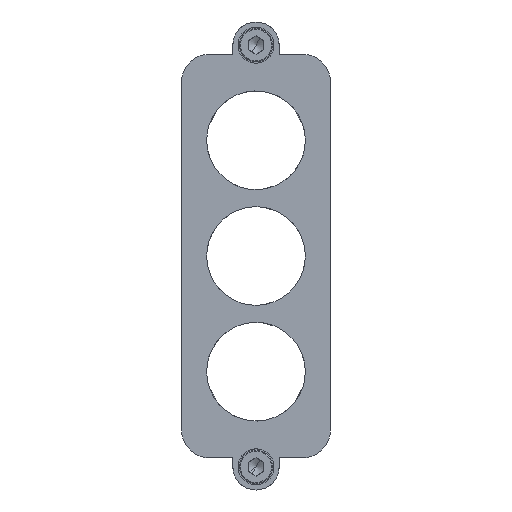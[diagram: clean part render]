
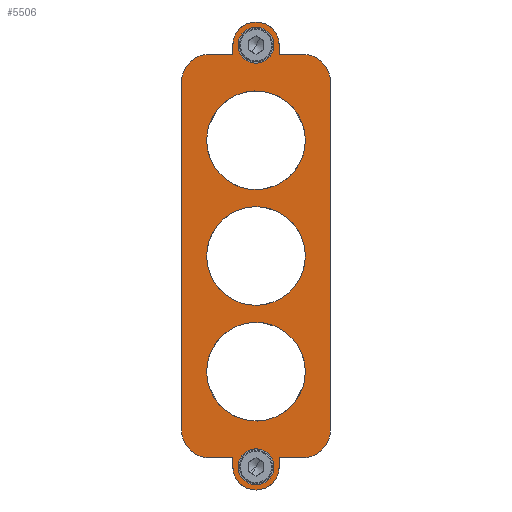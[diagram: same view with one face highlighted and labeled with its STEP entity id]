
A CAD part, top view. The second image highlights one B-rep face of the part: STEP entity #5506.
In plain terms, the highlighted planar face has unit normal (0, 0, 1).
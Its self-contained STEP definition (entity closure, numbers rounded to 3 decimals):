
#68=AXIS2_PLACEMENT_3D('Circle Axis2P3D',#66,#67,$) ;
#3238=AXIS2_PLACEMENT_3D('Circle Axis2P3D',#3236,#3237,$) ;
#3286=AXIS2_PLACEMENT_3D('Circle Axis2P3D',#3284,#3285,$) ;
#3360=AXIS2_PLACEMENT_3D('Circle Axis2P3D',#3358,#3359,$) ;
#3408=AXIS2_PLACEMENT_3D('Circle Axis2P3D',#3406,#3407,$) ;
#3528=AXIS2_PLACEMENT_3D('Circle Axis2P3D',#3526,#3527,$) ;
#3563=AXIS2_PLACEMENT_3D('Circle Axis2P3D',#3561,#3562,$) ;
#3598=AXIS2_PLACEMENT_3D('Circle Axis2P3D',#3596,#3597,$) ;
#3620=AXIS2_PLACEMENT_3D('Circle Axis2P3D',#3618,#3619,$) ;
#3655=AXIS2_PLACEMENT_3D('Circle Axis2P3D',#3653,#3654,$) ;
#4268=AXIS2_PLACEMENT_3D('Circle Axis2P3D',#4266,#4267,$) ;
#5121=AXIS2_PLACEMENT_3D('Circle Axis2P3D',#5119,#5120,$) ;
#5166=AXIS2_PLACEMENT_3D('Circle Axis2P3D',#5164,#5165,$) ;
#5215=AXIS2_PLACEMENT_3D('Circle Axis2P3D',#5213,#5214,$) ;
#5238=AXIS2_PLACEMENT_3D('Circle Axis2P3D',#5236,#5237,$) ;
#5461=AXIS2_PLACEMENT_3D('Plane Axis2P3D',#5458,#5459,#5460) ;
#5483=AXIS2_PLACEMENT_3D('Circle Axis2P3D',#5481,#5482,$) ;
#63=CARTESIAN_POINT('Vertex',(38.2,152.841,105.)) ;
#66=CARTESIAN_POINT('Axis2P3D Location',(29.,136.,105.)) ;
#70=CARTESIAN_POINT('Vertex',(19.8,119.159,105.)) ;
#3169=CARTESIAN_POINT('Vertex',(20.,9.,105.)) ;
#3174=CARTESIAN_POINT('Line Origine',(20.,10.75,105.)) ;
#3178=CARTESIAN_POINT('Vertex',(20.,12.5,105.)) ;
#3212=CARTESIAN_POINT('Line Origine',(15.5,12.5,105.)) ;
#3216=CARTESIAN_POINT('Vertex',(11.,12.5,105.)) ;
#3236=CARTESIAN_POINT('Axis2P3D Location',(11.,23.5,105.)) ;
#3240=CARTESIAN_POINT('Vertex',(0.,23.5,105.)) ;
#3260=CARTESIAN_POINT('Line Origine',(0.,91.,105.)) ;
#3264=CARTESIAN_POINT('Vertex',(0.,158.5,105.)) ;
#3284=CARTESIAN_POINT('Axis2P3D Location',(11.,158.5,105.)) ;
#3288=CARTESIAN_POINT('Vertex',(11.,169.5,105.)) ;
#3308=CARTESIAN_POINT('Line Origine',(15.5,169.5,105.)) ;
#3312=CARTESIAN_POINT('Vertex',(20.,169.5,105.)) ;
#3327=CARTESIAN_POINT('Line Origine',(42.5,169.5,105.)) ;
#3331=CARTESIAN_POINT('Vertex',(38.,169.5,105.)) ;
#3333=CARTESIAN_POINT('Vertex',(47.,169.5,105.)) ;
#3358=CARTESIAN_POINT('Axis2P3D Location',(47.,158.5,105.)) ;
#3362=CARTESIAN_POINT('Vertex',(58.,158.5,105.)) ;
#3382=CARTESIAN_POINT('Line Origine',(58.,91.,105.)) ;
#3386=CARTESIAN_POINT('Vertex',(58.,23.5,105.)) ;
#3406=CARTESIAN_POINT('Axis2P3D Location',(47.,23.5,105.)) ;
#3410=CARTESIAN_POINT('Vertex',(47.,12.5,105.)) ;
#3425=CARTESIAN_POINT('Line Origine',(42.5,12.5,105.)) ;
#3429=CARTESIAN_POINT('Vertex',(38.,12.5,105.)) ;
#3456=CARTESIAN_POINT('Line Origine',(38.,10.75,105.)) ;
#3460=CARTESIAN_POINT('Vertex',(38.,9.,105.)) ;
#3523=CARTESIAN_POINT('Vertex',(20.,173.,105.)) ;
#3526=CARTESIAN_POINT('Axis2P3D Location',(29.,173.,105.)) ;
#3530=CARTESIAN_POINT('Vertex',(38.,173.,105.)) ;
#3561=CARTESIAN_POINT('Axis2P3D Location',(29.,173.,105.)) ;
#3565=CARTESIAN_POINT('Vertex',(25.644,166.857,105.)) ;
#3567=CARTESIAN_POINT('Vertex',(32.356,179.143,105.)) ;
#3596=CARTESIAN_POINT('Axis2P3D Location',(29.,173.,105.)) ;
#3618=CARTESIAN_POINT('Axis2P3D Location',(29.,9.,105.)) ;
#3622=CARTESIAN_POINT('Vertex',(32.356,15.143,105.)) ;
#3624=CARTESIAN_POINT('Vertex',(25.644,2.857,105.)) ;
#3653=CARTESIAN_POINT('Axis2P3D Location',(29.,9.,105.)) ;
#4266=CARTESIAN_POINT('Axis2P3D Location',(29.,9.,105.)) ;
#4380=CARTESIAN_POINT('Line Origine',(38.,171.25,105.)) ;
#4470=CARTESIAN_POINT('Line Origine',(20.,171.25,105.)) ;
#5116=CARTESIAN_POINT('Vertex',(19.8,29.159,105.)) ;
#5119=CARTESIAN_POINT('Axis2P3D Location',(29.,46.,105.)) ;
#5123=CARTESIAN_POINT('Vertex',(38.2,62.841,105.)) ;
#5164=CARTESIAN_POINT('Axis2P3D Location',(29.,46.,105.)) ;
#5210=CARTESIAN_POINT('Vertex',(19.8,74.159,105.)) ;
#5213=CARTESIAN_POINT('Axis2P3D Location',(29.,91.,105.)) ;
#5217=CARTESIAN_POINT('Vertex',(38.2,107.841,105.)) ;
#5236=CARTESIAN_POINT('Axis2P3D Location',(29.,91.,105.)) ;
#5458=CARTESIAN_POINT('Axis2P3D Location',(29.,91.,105.)) ;
#5481=CARTESIAN_POINT('Axis2P3D Location',(29.,136.,105.)) ;
#67=DIRECTION('Axis2P3D Direction',(0.,0.,-1.)) ;
#3175=DIRECTION('Vector Direction',(0.,-1.,0.)) ;
#3213=DIRECTION('Vector Direction',(-1.,0.,0.)) ;
#3237=DIRECTION('Axis2P3D Direction',(0.,0.,-1.)) ;
#3261=DIRECTION('Vector Direction',(0.,-1.,0.)) ;
#3285=DIRECTION('Axis2P3D Direction',(0.,0.,-1.)) ;
#3309=DIRECTION('Vector Direction',(1.,0.,0.)) ;
#3328=DIRECTION('Vector Direction',(1.,0.,0.)) ;
#3359=DIRECTION('Axis2P3D Direction',(0.,0.,-1.)) ;
#3383=DIRECTION('Vector Direction',(0.,1.,0.)) ;
#3407=DIRECTION('Axis2P3D Direction',(0.,0.,-1.)) ;
#3426=DIRECTION('Vector Direction',(-1.,0.,0.)) ;
#3457=DIRECTION('Vector Direction',(0.,1.,0.)) ;
#3527=DIRECTION('Axis2P3D Direction',(0.,0.,-1.)) ;
#3562=DIRECTION('Axis2P3D Direction',(0.,0.,-1.)) ;
#3597=DIRECTION('Axis2P3D Direction',(0.,0.,-1.)) ;
#3619=DIRECTION('Axis2P3D Direction',(0.,0.,-1.)) ;
#3654=DIRECTION('Axis2P3D Direction',(0.,0.,-1.)) ;
#4267=DIRECTION('Axis2P3D Direction',(0.,0.,-1.)) ;
#4381=DIRECTION('Vector Direction',(0.,-1.,0.)) ;
#4471=DIRECTION('Vector Direction',(0.,1.,0.)) ;
#5120=DIRECTION('Axis2P3D Direction',(0.,0.,-1.)) ;
#5165=DIRECTION('Axis2P3D Direction',(0.,0.,-1.)) ;
#5214=DIRECTION('Axis2P3D Direction',(0.,0.,-1.)) ;
#5237=DIRECTION('Axis2P3D Direction',(0.,0.,-1.)) ;
#5459=DIRECTION('Axis2P3D Direction',(0.,0.,-1.)) ;
#5460=DIRECTION('Axis2P3D XDirection',(0.,-1.,0.)) ;
#5482=DIRECTION('Axis2P3D Direction',(0.,0.,-1.)) ;
#3176=VECTOR('Line Direction',#3175,1.) ;
#3214=VECTOR('Line Direction',#3213,1.) ;
#3262=VECTOR('Line Direction',#3261,1.) ;
#3310=VECTOR('Line Direction',#3309,1.) ;
#3329=VECTOR('Line Direction',#3328,1.) ;
#3384=VECTOR('Line Direction',#3383,1.) ;
#3427=VECTOR('Line Direction',#3426,1.) ;
#3458=VECTOR('Line Direction',#3457,1.) ;
#4382=VECTOR('Line Direction',#4381,1.) ;
#4472=VECTOR('Line Direction',#4471,1.) ;
#5464=ORIENTED_EDGE('',*,*,#4384,.T.) ;
#5465=ORIENTED_EDGE('',*,*,#3532,.T.) ;
#5466=ORIENTED_EDGE('',*,*,#4474,.T.) ;
#5467=ORIENTED_EDGE('',*,*,#3314,.F.) ;
#5468=ORIENTED_EDGE('',*,*,#3290,.F.) ;
#5469=ORIENTED_EDGE('',*,*,#3266,.F.) ;
#5470=ORIENTED_EDGE('',*,*,#3242,.F.) ;
#5471=ORIENTED_EDGE('',*,*,#3218,.F.) ;
#5472=ORIENTED_EDGE('',*,*,#3180,.F.) ;
#5473=ORIENTED_EDGE('',*,*,#4270,.F.) ;
#5474=ORIENTED_EDGE('',*,*,#3462,.F.) ;
#5475=ORIENTED_EDGE('',*,*,#3431,.F.) ;
#5476=ORIENTED_EDGE('',*,*,#3412,.F.) ;
#5477=ORIENTED_EDGE('',*,*,#3388,.F.) ;
#5478=ORIENTED_EDGE('',*,*,#3364,.F.) ;
#5479=ORIENTED_EDGE('',*,*,#3335,.F.) ;
#5487=ORIENTED_EDGE('',*,*,#72,.T.) ;
#5488=ORIENTED_EDGE('',*,*,#5485,.T.) ;
#5491=ORIENTED_EDGE('',*,*,#5125,.T.) ;
#5492=ORIENTED_EDGE('',*,*,#5168,.T.) ;
#5495=ORIENTED_EDGE('',*,*,#5219,.T.) ;
#5496=ORIENTED_EDGE('',*,*,#5240,.T.) ;
#5499=ORIENTED_EDGE('',*,*,#3569,.T.) ;
#5500=ORIENTED_EDGE('',*,*,#3600,.T.) ;
#5503=ORIENTED_EDGE('',*,*,#3626,.T.) ;
#5504=ORIENTED_EDGE('',*,*,#3657,.T.) ;
#5489=FACE_BOUND('',#5486,.T.) ;
#5493=FACE_BOUND('',#5490,.T.) ;
#5497=FACE_BOUND('',#5494,.T.) ;
#5501=FACE_BOUND('',#5498,.T.) ;
#5505=FACE_BOUND('',#5502,.T.) ;
#5506=ADVANCED_FACE('Hauptk\X2\00F6\X0\rper',(#5480,#5489,#5493,#5497,#5501,#5505),#5462,.F.) ;
#69=CIRCLE('generated circle',#68,19.19) ;
#3239=CIRCLE('generated circle',#3238,11.) ;
#3287=CIRCLE('generated circle',#3286,11.) ;
#3361=CIRCLE('generated circle',#3360,11.) ;
#3409=CIRCLE('generated circle',#3408,11.) ;
#3529=CIRCLE('generated circle',#3528,9.) ;
#3564=CIRCLE('generated circle',#3563,7.) ;
#3599=CIRCLE('generated circle',#3598,7.) ;
#3621=CIRCLE('generated circle',#3620,7.) ;
#3656=CIRCLE('generated circle',#3655,7.) ;
#4269=CIRCLE('generated circle',#4268,9.) ;
#5122=CIRCLE('generated circle',#5121,19.19) ;
#5167=CIRCLE('generated circle',#5166,19.19) ;
#5216=CIRCLE('generated circle',#5215,19.19) ;
#5239=CIRCLE('generated circle',#5238,19.19) ;
#5484=CIRCLE('generated circle',#5483,19.19) ;
#72=EDGE_CURVE('',#71,#64,#69,.T.) ;
#3180=EDGE_CURVE('',#3170,#3179,#3177,.F.) ;
#3218=EDGE_CURVE('',#3179,#3217,#3215,.T.) ;
#3242=EDGE_CURVE('',#3217,#3241,#3239,.T.) ;
#3266=EDGE_CURVE('',#3241,#3265,#3263,.F.) ;
#3290=EDGE_CURVE('',#3265,#3289,#3287,.T.) ;
#3314=EDGE_CURVE('',#3289,#3313,#3311,.T.) ;
#3335=EDGE_CURVE('',#3332,#3334,#3330,.T.) ;
#3364=EDGE_CURVE('',#3334,#3363,#3361,.T.) ;
#3388=EDGE_CURVE('',#3363,#3387,#3385,.F.) ;
#3412=EDGE_CURVE('',#3387,#3411,#3409,.T.) ;
#3431=EDGE_CURVE('',#3411,#3430,#3428,.T.) ;
#3462=EDGE_CURVE('',#3430,#3461,#3459,.F.) ;
#3532=EDGE_CURVE('',#3531,#3524,#3529,.F.) ;
#3569=EDGE_CURVE('',#3566,#3568,#3564,.T.) ;
#3600=EDGE_CURVE('',#3568,#3566,#3599,.T.) ;
#3626=EDGE_CURVE('',#3623,#3625,#3621,.T.) ;
#3657=EDGE_CURVE('',#3625,#3623,#3656,.T.) ;
#4270=EDGE_CURVE('',#3461,#3170,#4269,.T.) ;
#4384=EDGE_CURVE('',#3332,#3531,#4383,.F.) ;
#4474=EDGE_CURVE('',#3524,#3313,#4473,.F.) ;
#5125=EDGE_CURVE('',#5124,#5117,#5122,.T.) ;
#5168=EDGE_CURVE('',#5117,#5124,#5167,.T.) ;
#5219=EDGE_CURVE('',#5218,#5211,#5216,.T.) ;
#5240=EDGE_CURVE('',#5211,#5218,#5239,.T.) ;
#5485=EDGE_CURVE('',#64,#71,#5484,.T.) ;
#5463=EDGE_LOOP('',(#5464,#5465,#5466,#5467,#5468,#5469,#5470,#5471,#5472,#5473,#5474,#5475,#5476,#5477,#5478,#5479)) ;
#5486=EDGE_LOOP('',(#5487,#5488)) ;
#5490=EDGE_LOOP('',(#5491,#5492)) ;
#5494=EDGE_LOOP('',(#5495,#5496)) ;
#5498=EDGE_LOOP('',(#5499,#5500)) ;
#5502=EDGE_LOOP('',(#5503,#5504)) ;
#5480=FACE_OUTER_BOUND('',#5463,.T.) ;
#3177=LINE('Line',#3174,#3176) ;
#3215=LINE('Line',#3212,#3214) ;
#3263=LINE('Line',#3260,#3262) ;
#3311=LINE('Line',#3308,#3310) ;
#3330=LINE('Line',#3327,#3329) ;
#3385=LINE('Line',#3382,#3384) ;
#3428=LINE('Line',#3425,#3427) ;
#3459=LINE('Line',#3456,#3458) ;
#4383=LINE('Line',#4380,#4382) ;
#4473=LINE('Line',#4470,#4472) ;
#5462=PLANE('',#5461) ;
#64=VERTEX_POINT('',#63) ;
#71=VERTEX_POINT('',#70) ;
#3170=VERTEX_POINT('',#3169) ;
#3179=VERTEX_POINT('',#3178) ;
#3217=VERTEX_POINT('',#3216) ;
#3241=VERTEX_POINT('',#3240) ;
#3265=VERTEX_POINT('',#3264) ;
#3289=VERTEX_POINT('',#3288) ;
#3313=VERTEX_POINT('',#3312) ;
#3332=VERTEX_POINT('',#3331) ;
#3334=VERTEX_POINT('',#3333) ;
#3363=VERTEX_POINT('',#3362) ;
#3387=VERTEX_POINT('',#3386) ;
#3411=VERTEX_POINT('',#3410) ;
#3430=VERTEX_POINT('',#3429) ;
#3461=VERTEX_POINT('',#3460) ;
#3524=VERTEX_POINT('',#3523) ;
#3531=VERTEX_POINT('',#3530) ;
#3566=VERTEX_POINT('',#3565) ;
#3568=VERTEX_POINT('',#3567) ;
#3623=VERTEX_POINT('',#3622) ;
#3625=VERTEX_POINT('',#3624) ;
#5117=VERTEX_POINT('',#5116) ;
#5124=VERTEX_POINT('',#5123) ;
#5211=VERTEX_POINT('',#5210) ;
#5218=VERTEX_POINT('',#5217) ;
